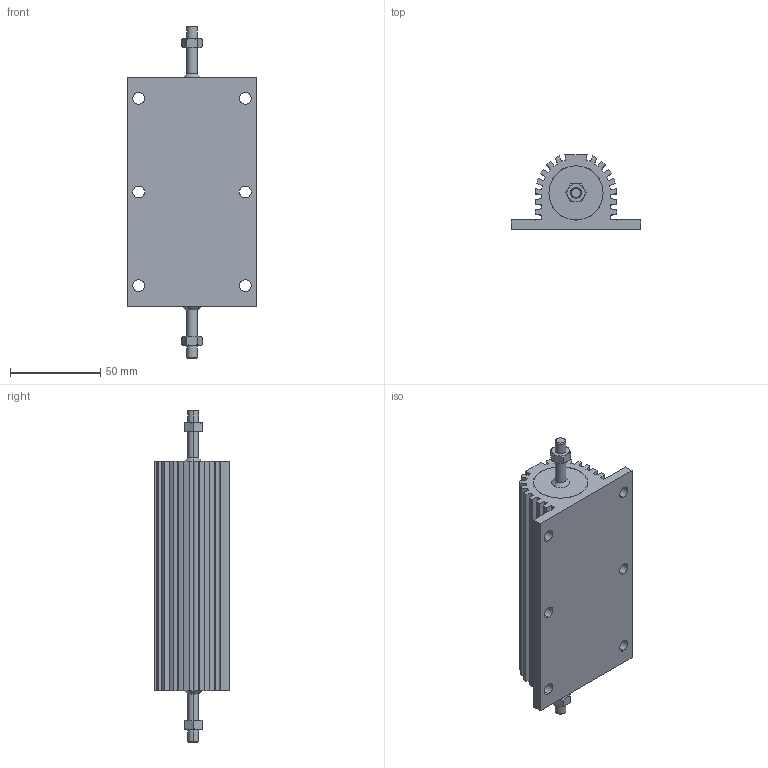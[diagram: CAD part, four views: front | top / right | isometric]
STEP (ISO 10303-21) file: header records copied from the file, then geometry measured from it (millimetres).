
FILE_DESCRIPTION (( 'STEP AP203' ), '1' );
FILE_NAME ('WH300.STEP', '2015-05-22T08:00:16', ( '' ), ( '' ), 'SwSTEP 2.0', 'SolidWorks 2015', '' );
FILE_SCHEMA (( 'CONFIG_CONTROL_DESIGN' ));
Length unit declared in the file: millimetre
Products named in the file (1): WH300
Bounding box: 72 x 41.25 x 184 mm (x, y, z)
Volume: 213004 mm3; surface area: 68691.2 mm2
Topology: 6 solids, 6 shells, 222 faces, 573 edges, 362 vertices
Faces by surface type: plane 86, cone 75, cylinder 61
Entity records: 6891 total; most frequent: CARTESIAN_POINT 1300, DIRECTION 1182, ORIENTED_EDGE 1142, EDGE_CURVE 571, AXIS2_PLACEMENT_3D 436, VERTEX_POINT 362, VECTOR 310, LINE 310
